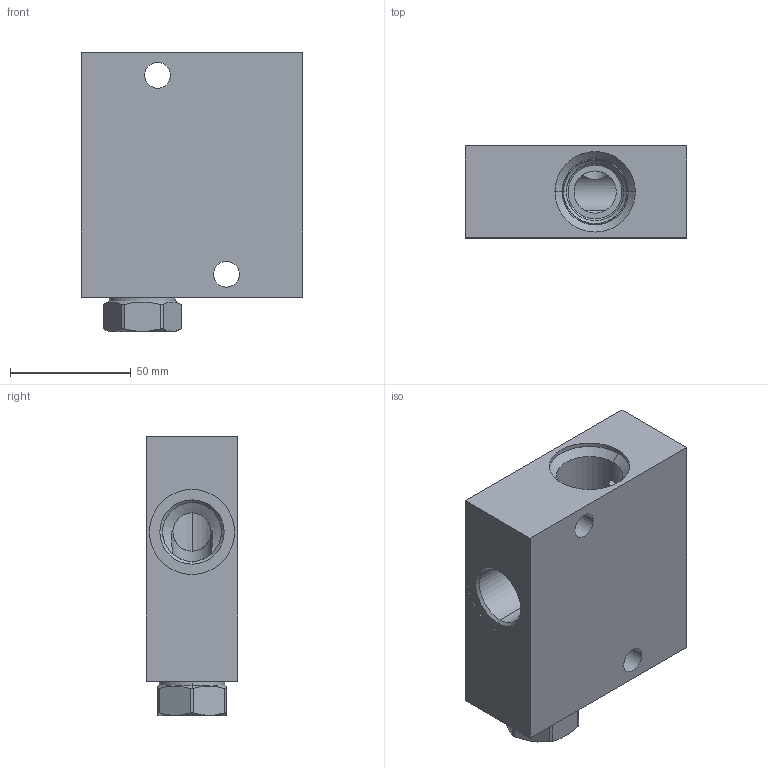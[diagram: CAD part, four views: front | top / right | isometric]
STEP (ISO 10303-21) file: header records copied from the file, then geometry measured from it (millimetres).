
FILE_DESCRIPTION((''),'2;1');
FILE_NAME('B4W_ASM','2023-09-12T',('ProEService'),(''),'PRO/ENGINEER BY PARAMETRIC TECHNOLOGY CORPORATION, 2014200','PRO/ENGINEER BY PARAMETRIC TECHNOLOGY CORPORATION, 2014200','');
FILE_SCHEMA(('CONFIG_CONTROL_DESIGN'));
Length unit declared in the file: inch
Products named in the file (3): 151-021-009; CXEDXCN; B4W_ASM
Assembly tree (2 placements, depth 2):
  B4W_ASM
    151-021-009
    CXEDXCN
Bounding box: 92.08 x 38.1 x 115.87 mm (x, y, z)
Volume: 281497.7 mm3; surface area: 58810.5 mm2
Topology: 4 solids, 5 shells, 274 faces, 851 edges, 688 vertices
Faces by surface type: cylinder 119, plane 59, cone 58, torus 26, revolution 8, sphere 4
Entity records: 11021 total; most frequent: CARTESIAN_POINT 3440, DIRECTION 1631, ORIENTED_EDGE 1286, EDGE_CURVE 643, AXIS2_PLACEMENT_3D 594, VECTOR 435, LINE 435, VERTEX_POINT 392
